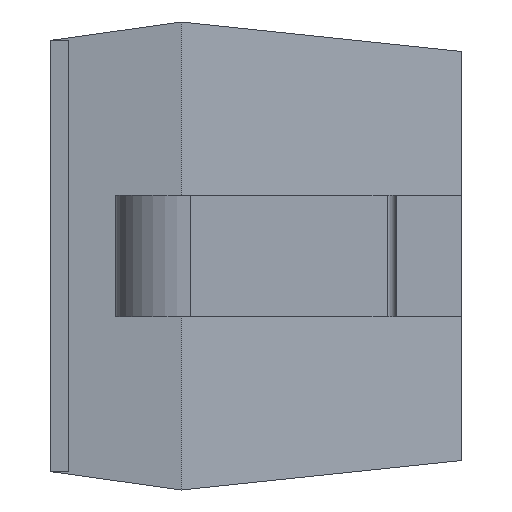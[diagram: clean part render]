
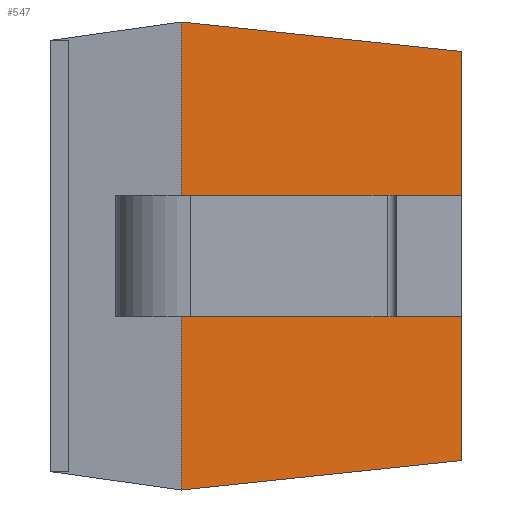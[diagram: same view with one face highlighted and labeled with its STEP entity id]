
A CAD part, left-side view. The second image highlights one B-rep face of the part: STEP entity #547.
In plain terms, the highlighted planar face has unit normal (-0.995, -0.104, 0).
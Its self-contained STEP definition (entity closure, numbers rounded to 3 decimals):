
#1 = LINE ( 'NONE', #652, #668 ) ;
#52 = LINE ( 'NONE', #126, #291 ) ;
#82 = EDGE_CURVE ( 'NONE', #1175, #567, #1, .T. ) ;
#123 = EDGE_CURVE ( 'NONE', #1133, #1175, #52, .T. ) ;
#126 = CARTESIAN_POINT ( 'NONE',  ( -0.85, 0.75, 0.625 ) ) ;
#132 = ORIENTED_EDGE ( 'NONE', *, *, #1304, .F. ) ;
#183 = FACE_OUTER_BOUND ( 'NONE', #948, .T. ) ;
#190 = PLANE ( 'NONE',  #387 ) ;
#195 = VECTOR ( 'NONE', #1180, 1000. ) ;
#250 = ORIENTED_EDGE ( 'NONE', *, *, #82, .T. ) ;
#282 = CARTESIAN_POINT ( 'NONE',  ( -0.771, 0., 0.546 ) ) ;
#291 = VECTOR ( 'NONE', #379, 1000. ) ;
#294 = CARTESIAN_POINT ( 'NONE',  ( -0.85, 0.75, 0.625 ) ) ;
#307 = DIRECTION ( 'NONE',  ( -0.995, -0.105, 0. ) ) ;
#379 = DIRECTION ( 'NONE',  ( -0.104, 0.989, 0.104 ) ) ;
#387 = AXIS2_PLACEMENT_3D ( 'NONE', #880, #307, #1195 ) ;
#426 = CARTESIAN_POINT ( 'NONE',  ( -0.85, 0.75, -0.625 ) ) ;
#434 = DIRECTION ( 'NONE',  ( 0., 0., -1. ) ) ;
#547 = ADVANCED_FACE ( 'NONE', ( #183 ), #190, .T. ) ;
#567 = VERTEX_POINT ( 'NONE', #426 ) ;
#647 = ORIENTED_EDGE ( 'NONE', *, *, #678, .F. ) ;
#652 = CARTESIAN_POINT ( 'NONE',  ( -0.85, 0.75, 0.625 ) ) ;
#668 = VECTOR ( 'NONE', #434, 1000. ) ;
#678 = EDGE_CURVE ( 'NONE', #1133, #1191, #1396, .T. ) ;
#810 = CARTESIAN_POINT ( 'NONE',  ( -0.771, 0., -0.625 ) ) ;
#880 = CARTESIAN_POINT ( 'NONE',  ( -0.85, 0.75, 0.625 ) ) ;
#948 = EDGE_LOOP ( 'NONE', ( #1410, #250, #132, #647 ) ) ;
#1028 = DIRECTION ( 'NONE',  ( -0.104, 0.989, -0.104 ) ) ;
#1133 = VERTEX_POINT ( 'NONE', #282 ) ;
#1145 = CARTESIAN_POINT ( 'NONE',  ( -0.771, 0., -0.546 ) ) ;
#1175 = VERTEX_POINT ( 'NONE', #294 ) ;
#1180 = DIRECTION ( 'NONE',  ( 0., 0., -1. ) ) ;
#1191 = VERTEX_POINT ( 'NONE', #1145 ) ;
#1195 = DIRECTION ( 'NONE',  ( 0., 0., -1. ) ) ;
#1216 = VECTOR ( 'NONE', #1028, 1000. ) ;
#1260 = CARTESIAN_POINT ( 'NONE',  ( -0.836, 0.621, -0.611 ) ) ;
#1304 = EDGE_CURVE ( 'NONE', #1191, #567, #1368, .T. ) ;
#1368 = LINE ( 'NONE', #1260, #1216 ) ;
#1396 = LINE ( 'NONE', #810, #195 ) ;
#1410 = ORIENTED_EDGE ( 'NONE', *, *, #123, .T. ) ;
